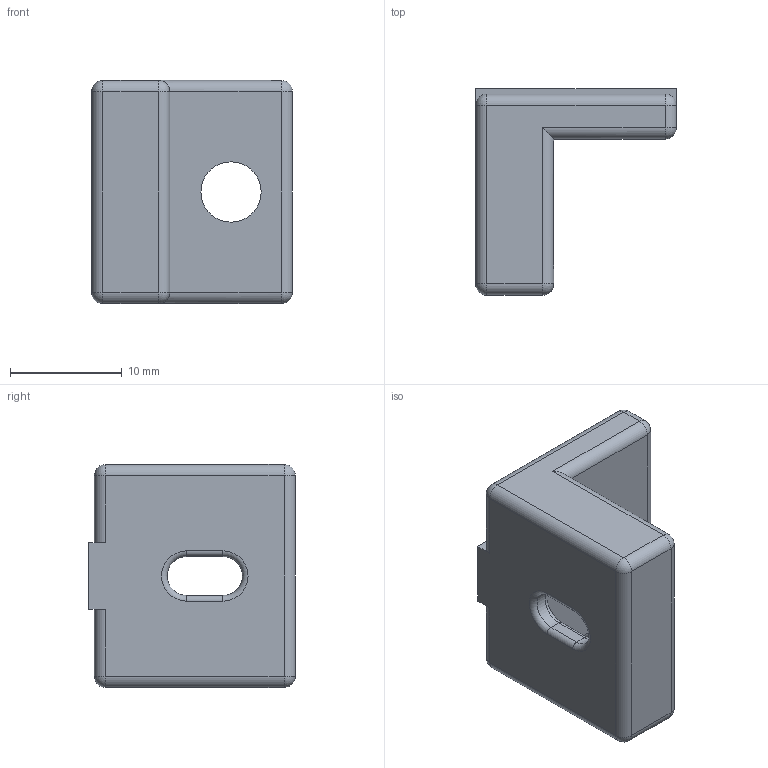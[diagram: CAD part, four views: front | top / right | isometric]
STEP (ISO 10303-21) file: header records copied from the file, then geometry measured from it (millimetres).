
FILE_DESCRIPTION(/* description */ (''),/* implementation_level */ '2;1');
FILE_NAME(/* name */ 'Z Belt Attachment v1.step',/* time_stamp */ '2024-03-04T17:19:22-08:00',/* author */ (''),/* organization */ (''),/* preprocessor_version */ 'ST-DEVELOPER v20',/* originating_system */ 'Autodesk Translation Framework v12.20.1.177',/* authorisation */ '');
FILE_SCHEMA (('AUTOMOTIVE_DESIGN { 1 0 10303 214 3 1 1 }'));
Length unit declared in the file: millimetre
Products named in the file (1): Z Belt Attachment
Bounding box: 18 x 18.5 x 20 mm (x, y, z)
Volume: 2380.5 mm3; surface area: 1918.1 mm2
Topology: 1 solids, 1 shells, 69 faces, 159 edges, 92 vertices
Faces by surface type: cylinder 33, plane 18, sphere 10, torus 4, bspline 4
Full cylindrical faces by diameter (mm): 5.4 x1
Entity records: 2182 total; most frequent: CARTESIAN_POINT 570, DIRECTION 349, ORIENTED_EDGE 318, EDGE_CURVE 159, AXIS2_PLACEMENT_3D 135, VERTEX_POINT 92, LINE 79, VECTOR 79
